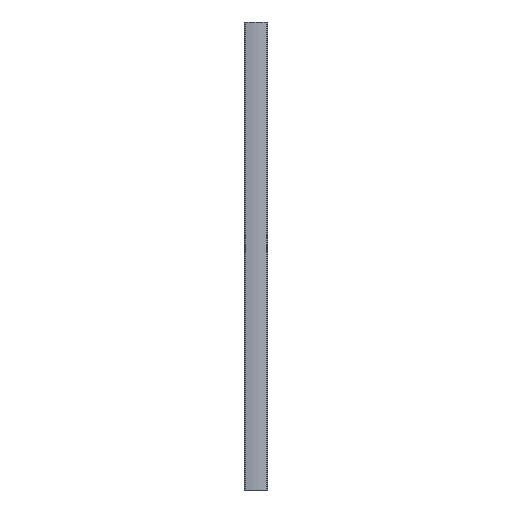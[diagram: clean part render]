
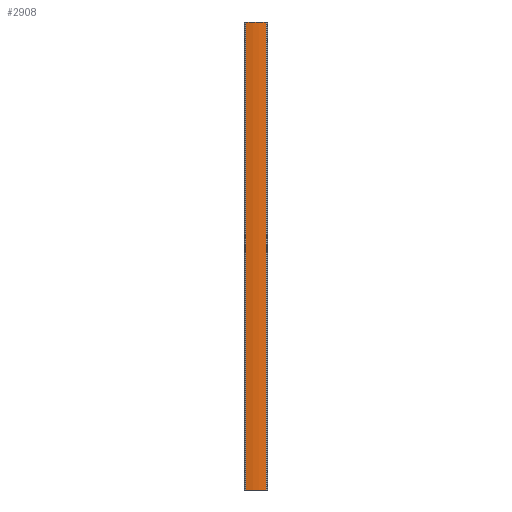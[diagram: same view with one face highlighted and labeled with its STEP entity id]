
A CAD part, left-side view. The second image highlights one B-rep face of the part: STEP entity #2908.
In plain terms, the highlighted cylindrical face has radius 200 mm (diameter 400 mm), a partial arc.
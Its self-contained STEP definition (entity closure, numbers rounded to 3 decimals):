
#92=CARTESIAN_POINT('',(165.,0.,875.));
#93=DIRECTION('',(0.,0.,-1.));
#94=DIRECTION('',(-0.981,-0.193,0.));
#95=AXIS2_PLACEMENT_3D('',#92,#93,#94);
#403=DIRECTION('',(0.,0.,1.));
#404=VECTOR('',#403,1750.);
#405=CARTESIAN_POINT('',(-31.249,38.551,-875.));
#406=LINE('',#405,#404);
#410=DIRECTION('',(0.,0.,1.));
#411=VECTOR('',#410,1750.);
#412=CARTESIAN_POINT('',(-31.249,-38.551,-875.));
#413=LINE('',#412,#411);
#701=CARTESIAN_POINT('',(165.,0.,-875.));
#702=DIRECTION('',(0.,0.,-1.));
#703=DIRECTION('',(-0.981,-0.193,0.));
#704=AXIS2_PLACEMENT_3D('',#701,#702,#703);
#2404=CARTESIAN_POINT('',(-31.249,38.551,875.));
#2405=VERTEX_POINT('',#2404);
#2406=CARTESIAN_POINT('',(-31.249,-38.551,875.));
#2407=VERTEX_POINT('',#2406);
#2420=CARTESIAN_POINT('',(-31.249,38.551,-875.));
#2421=VERTEX_POINT('',#2420);
#2422=CARTESIAN_POINT('',(-31.249,-38.551,-875.));
#2423=VERTEX_POINT('',#2422);
#2895=CARTESIAN_POINT('',(165.,0.,875.));
#2896=DIRECTION('',(0.,0.,1.));
#2897=DIRECTION('',(1.,0.,0.));
#2898=AXIS2_PLACEMENT_3D('',#2895,#2896,#2897);
#2899=CYLINDRICAL_SURFACE('',#2898,200.);
#2900=ORIENTED_EDGE('',*,*,#2765,.F.);
#2902=ORIENTED_EDGE('',*,*,#2901,.F.);
#2904=ORIENTED_EDGE('',*,*,#2903,.T.);
#2905=ORIENTED_EDGE('',*,*,#2887,.T.);
#2906=EDGE_LOOP('',(#2900,#2902,#2904,#2905));
#2907=FACE_OUTER_BOUND('',#2906,.F.);
#2908=ADVANCED_FACE('',(#2907),#2899,.T.);
#96=CIRCLE('',#95,200.);
#705=CIRCLE('',#704,200.);
#2765=EDGE_CURVE('',#2407,#2405,#96,.T.);
#2887=EDGE_CURVE('',#2421,#2405,#406,.T.);
#2901=EDGE_CURVE('',#2423,#2407,#413,.T.);
#2903=EDGE_CURVE('',#2423,#2421,#705,.T.);
